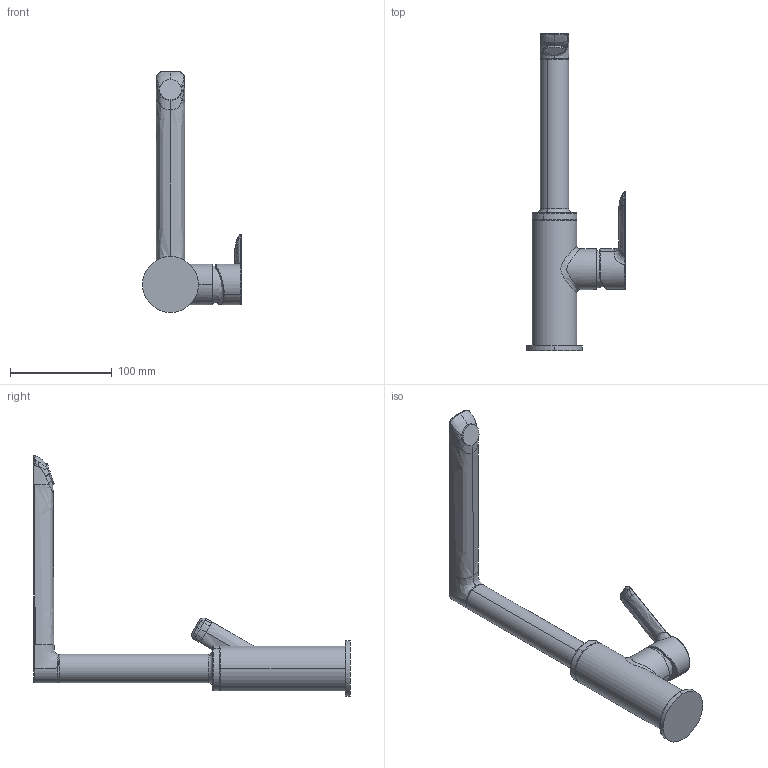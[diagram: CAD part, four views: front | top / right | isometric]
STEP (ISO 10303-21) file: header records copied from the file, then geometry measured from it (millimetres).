
FILE_DESCRIPTION (( 'STEP AP203' ), '1' );
FILE_NAME ('55282203.STEP', '2018-03-12T09:02:53', ( '' ), ( '' ), 'SwSTEP 2.0', 'SolidWorks 2016', '' );
FILE_SCHEMA (( 'CONFIG_CONTROL_DESIGN' ));
Length unit declared in the file: millimetre
Products named in the file (1): 55282203
Bounding box: 97.38 x 311.65 x 237.02 mm (x, y, z)
Volume: 492987.2 mm3; surface area: 78329.6 mm2
Topology: 7 solids, 7 shells, 121 faces, 269 edges, 162 vertices
Faces by surface type: bspline 68, cylinder 25, plane 15, torus 9, cone 4
Entity records: 15975 total; most frequent: CARTESIAN_POINT 13752, ORIENTED_EDGE 538, DIRECTION 273, EDGE_CURVE 269, B_SPLINE_CURVE_WITH_KNOTS 167, VERTEX_POINT 162, AXIS2_PLACEMENT_3D 122, ADVANCED_FACE 121
